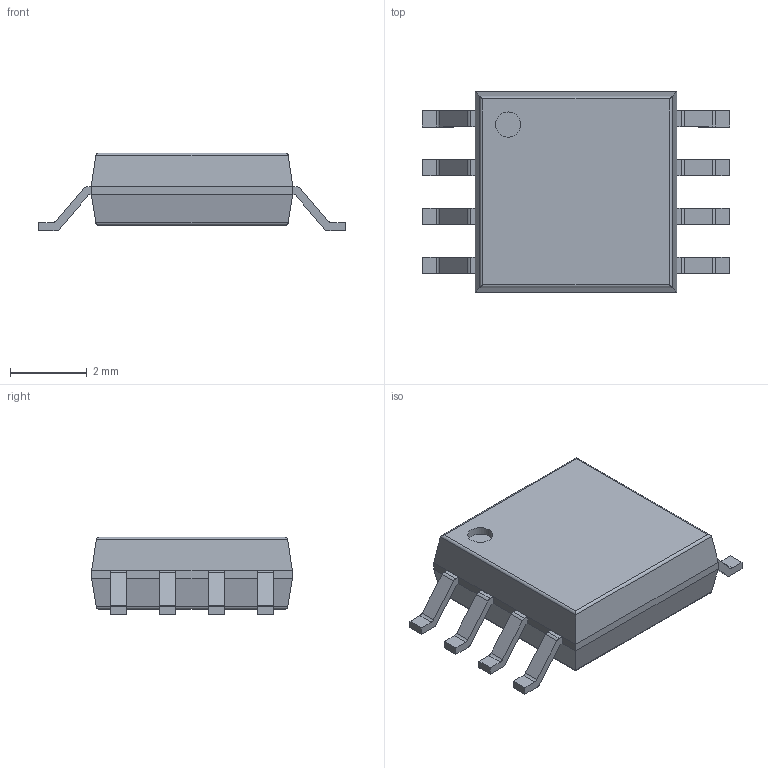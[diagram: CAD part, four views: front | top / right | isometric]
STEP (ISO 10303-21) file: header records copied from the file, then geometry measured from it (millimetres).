
FILE_DESCRIPTION(('FreeCAD Model'),'2;1');
FILE_NAME('224563.1.1.stp','2018-01-10T22:21:06',( 'Author'),(''),'Open CASCADE STEP processor 6.8','FreeCAD','Unknown' );
FILE_SCHEMA(('AUTOMOTIVE_DESIGN_CC2 { 1 2 10303 214 -1 1 5 4 }'));
Length unit declared in the file: millimetre
Products named in the file (3): ASSEMBLY; Body; PinsArrayLR
Assembly tree (2 placements, depth 2):
  ASSEMBLY
    Body
    PinsArrayLR
Bounding box: 8.01 x 5.23 x 2.03 mm (x, y, z)
Volume: 50.6 mm3; surface area: 107.7 mm2
Topology: 9 solids, 9 shells, 128 faces, 311 edges, 202 vertices
Faces by surface type: plane 95, cylinder 33
Full cylindrical faces by diameter (mm): 0.657 x1
Entity records: 8013 total; most frequent: CARTESIAN_POINT 1556, DIRECTION 1195, LINE 791, VECTOR 791, ORIENTED_EDGE 622, PCURVE 622, DEFINITIONAL_REPRESENTATION 622, EDGE_CURVE 311
